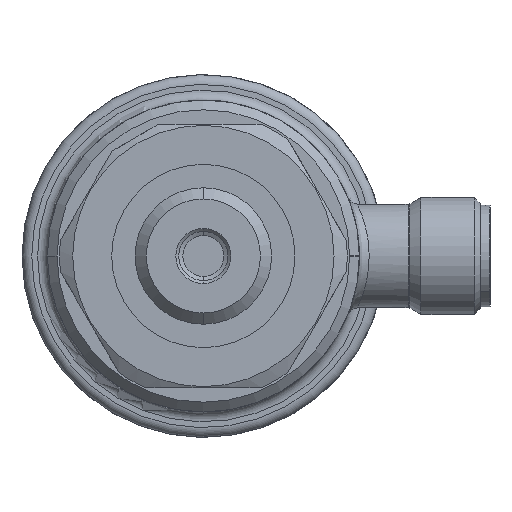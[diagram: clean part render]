
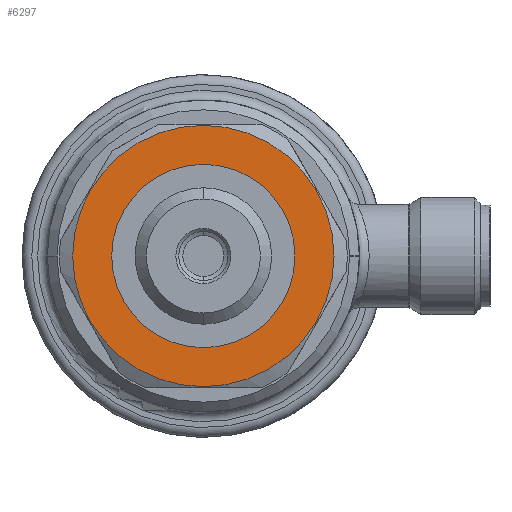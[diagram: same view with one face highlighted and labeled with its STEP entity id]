
A CAD part, front view. The second image highlights one B-rep face of the part: STEP entity #6297.
In plain terms, the highlighted face is planar.
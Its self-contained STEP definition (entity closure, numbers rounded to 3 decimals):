
#1475 = EDGE_CURVE ( 'NONE', #3738, #4604, #2429, .T. ) ;
#1916 = CARTESIAN_POINT ( 'NONE',  ( 33.5, 0., 0. ) ) ;
#1968 = DIRECTION ( 'NONE',  ( -1., 0., 0. ) ) ;
#2037 = DIRECTION ( 'NONE',  ( 0., 0., 1. ) ) ;
#2429 = CIRCLE ( 'NONE', #3435, 9.4 ) ;
#2577 = DIRECTION ( 'NONE',  ( -1., 0., 0. ) ) ;
#3435 = AXIS2_PLACEMENT_3D ( 'NONE', #1916, #1968, #2037 ) ;
#3738 = VERTEX_POINT ( 'NONE', #10286 ) ;
#3741 = CARTESIAN_POINT ( 'NONE',  ( 33.5, 0., 0. ) ) ;
#4118 = CARTESIAN_POINT ( 'NONE',  ( 33.5, 13.4, 0. ) ) ;
#4166 = CIRCLE ( 'NONE', #4887, 13.4 ) ;
#4170 = DIRECTION ( 'NONE',  ( -1., 0., 0. ) ) ;
#4243 = EDGE_LOOP ( 'NONE', ( #8881, #9615 ) ) ;
#4380 = EDGE_LOOP ( 'NONE', ( #11221, #12490 ) ) ;
#4604 = VERTEX_POINT ( 'NONE', #11865 ) ;
#4887 = AXIS2_PLACEMENT_3D ( 'NONE', #9596, #2577, #10751 ) ;
#4925 = DIRECTION ( 'NONE',  ( 0., 0., 1. ) ) ;
#5089 = CARTESIAN_POINT ( 'NONE',  ( 33.5, 0., 0. ) ) ;
#5791 = FACE_OUTER_BOUND ( 'NONE', #4243, .T. ) ;
#5879 = AXIS2_PLACEMENT_3D ( 'NONE', #3741, #11845, #4925 ) ;
#6018 = CARTESIAN_POINT ( 'NONE',  ( 33.5, 0., -13.4 ) ) ;
#6272 = DIRECTION ( 'NONE',  ( 0., 0., 1. ) ) ;
#6297 = ADVANCED_FACE ( 'NONE', ( #5791, #11915 ), #9960, .F. ) ;
#7138 = EDGE_CURVE ( 'NONE', #11148, #7415, #9891, .T. ) ;
#7415 = VERTEX_POINT ( 'NONE', #6018 ) ;
#8881 = ORIENTED_EDGE ( 'NONE', *, *, #7138, .F. ) ;
#9596 = CARTESIAN_POINT ( 'NONE',  ( 33.5, 0., 0. ) ) ;
#9615 = ORIENTED_EDGE ( 'NONE', *, *, #9880, .F. ) ;
#9880 = EDGE_CURVE ( 'NONE', #7415, #11148, #4166, .T. ) ;
#9891 = CIRCLE ( 'NONE', #11559, 13.4 ) ;
#9960 = PLANE ( 'NONE',  #10865 ) ;
#9977 = CARTESIAN_POINT ( 'NONE',  ( 33.5, 0., 13.4 ) ) ;
#10286 = CARTESIAN_POINT ( 'NONE',  ( 33.5, 0., 9.4 ) ) ;
#10751 = DIRECTION ( 'NONE',  ( 0., 0., 1. ) ) ;
#10865 = AXIS2_PLACEMENT_3D ( 'NONE', #4118, #4170, #12270 ) ;
#11148 = VERTEX_POINT ( 'NONE', #9977 ) ;
#11221 = ORIENTED_EDGE ( 'NONE', *, *, #1475, .T. ) ;
#11559 = AXIS2_PLACEMENT_3D ( 'NONE', #5089, #13135, #6272 ) ;
#11845 = DIRECTION ( 'NONE',  ( -1., 0., 0. ) ) ;
#11865 = CARTESIAN_POINT ( 'NONE',  ( 33.5, 0., -9.4 ) ) ;
#11915 = FACE_BOUND ( 'NONE', #4380, .T. ) ;
#12270 = DIRECTION ( 'NONE',  ( 0., 0., 1. ) ) ;
#12490 = ORIENTED_EDGE ( 'NONE', *, *, #14758, .T. ) ;
#12930 = CIRCLE ( 'NONE', #5879, 9.4 ) ;
#13135 = DIRECTION ( 'NONE',  ( -1., 0., 0. ) ) ;
#14758 = EDGE_CURVE ( 'NONE', #4604, #3738, #12930, .T. ) ;
